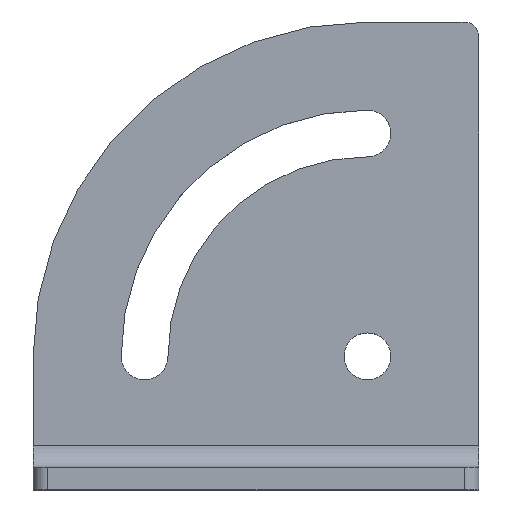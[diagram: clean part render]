
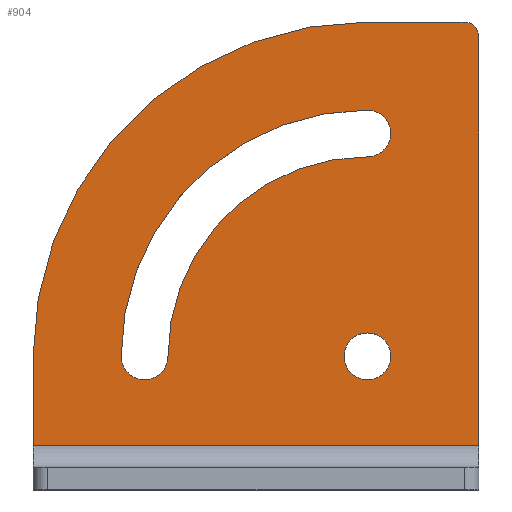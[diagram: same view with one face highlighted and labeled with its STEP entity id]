
A CAD part, top view. The second image highlights one B-rep face of the part: STEP entity #904.
In plain terms, the highlighted planar face has unit normal (0, 0, 1).
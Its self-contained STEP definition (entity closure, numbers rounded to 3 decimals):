
#11 = ORIENTED_EDGE ( 'NONE', *, *, #544, .F. ) ;
#23 = LINE ( 'NONE', #632, #563 ) ;
#27 = CARTESIAN_POINT ( 'NONE',  ( -30., 0., 3. ) ) ;
#57 = ORIENTED_EDGE ( 'NONE', *, *, #398, .T. ) ;
#60 = CARTESIAN_POINT ( 'NONE',  ( 0., 33.15, 3. ) ) ;
#65 = EDGE_CURVE ( 'NONE', #477, #618, #908, .T. ) ;
#86 = DIRECTION ( 'NONE',  ( 1., 0., 0. ) ) ;
#87 = ORIENTED_EDGE ( 'NONE', *, *, #864, .T. ) ;
#91 = CARTESIAN_POINT ( 'NONE',  ( 0., 0., 3. ) ) ;
#94 = AXIS2_PLACEMENT_3D ( 'NONE', #369, #619, #1057 ) ;
#104 = CARTESIAN_POINT ( 'NONE',  ( 0., 45., 3. ) ) ;
#105 = CARTESIAN_POINT ( 'NONE',  ( -45., -15., 3. ) ) ;
#107 = EDGE_CURVE ( 'NONE', #1084, #156, #23, .T. ) ;
#126 = CARTESIAN_POINT ( 'NONE',  ( 15., 43., 3. ) ) ;
#127 = DIRECTION ( 'NONE',  ( 1., 0., 0. ) ) ;
#129 = AXIS2_PLACEMENT_3D ( 'NONE', #1105, #508, #513 ) ;
#156 = VERTEX_POINT ( 'NONE', #202 ) ;
#168 = ORIENTED_EDGE ( 'NONE', *, *, #107, .T. ) ;
#173 = ORIENTED_EDGE ( 'NONE', *, *, #965, .F. ) ;
#181 = CIRCLE ( 'NONE', #254, 3.15 ) ;
#202 = CARTESIAN_POINT ( 'NONE',  ( 15., -12., 3. ) ) ;
#207 = VECTOR ( 'NONE', #397, 1000. ) ;
#218 = CIRCLE ( 'NONE', #129, 2. ) ;
#234 = DIRECTION ( 'NONE',  ( 0., 0., 1. ) ) ;
#245 = CARTESIAN_POINT ( 'NONE',  ( 0., 0., 3. ) ) ;
#254 = AXIS2_PLACEMENT_3D ( 'NONE', #736, #890, #913 ) ;
#261 = FACE_BOUND ( 'NONE', #942, .T. ) ;
#275 = CARTESIAN_POINT ( 'NONE',  ( 0., 26.85, 3. ) ) ;
#278 = PLANE ( 'NONE',  #901 ) ;
#283 = DIRECTION ( 'NONE',  ( 1., 0., 0. ) ) ;
#288 = DIRECTION ( 'NONE',  ( 0., 0., 1. ) ) ;
#325 = CARTESIAN_POINT ( 'NONE',  ( 15., 45., 3. ) ) ;
#340 = FACE_OUTER_BOUND ( 'NONE', #973, .T. ) ;
#348 = DIRECTION ( 'NONE',  ( 0., 0., -1. ) ) ;
#369 = CARTESIAN_POINT ( 'NONE',  ( 0., 30., 3. ) ) ;
#371 = DIRECTION ( 'NONE',  ( 1., 0., 0. ) ) ;
#373 = ORIENTED_EDGE ( 'NONE', *, *, #752, .F. ) ;
#387 = LINE ( 'NONE', #654, #207 ) ;
#395 = ORIENTED_EDGE ( 'NONE', *, *, #788, .T. ) ;
#397 = DIRECTION ( 'NONE',  ( 0., 1., 0. ) ) ;
#398 = EDGE_CURVE ( 'NONE', #976, #922, #588, .T. ) ;
#405 = VECTOR ( 'NONE', #509, 1000. ) ;
#421 = AXIS2_PLACEMENT_3D ( 'NONE', #91, #949, #86 ) ;
#453 = LINE ( 'NONE', #105, #695 ) ;
#467 = AXIS2_PLACEMENT_3D ( 'NONE', #724, #234, #127 ) ;
#477 = VERTEX_POINT ( 'NONE', #865 ) ;
#508 = DIRECTION ( 'NONE',  ( 0., 0., 1. ) ) ;
#509 = DIRECTION ( 'NONE',  ( -1., 0., 0. ) ) ;
#513 = DIRECTION ( 'NONE',  ( -1., 0., 0. ) ) ;
#527 = DIRECTION ( 'NONE',  ( -1., 0., 0. ) ) ;
#544 = EDGE_CURVE ( 'NONE', #1001, #477, #785, .T. ) ;
#555 = AXIS2_PLACEMENT_3D ( 'NONE', #245, #1010, #1027 ) ;
#563 = VECTOR ( 'NONE', #371, 1000. ) ;
#579 = EDGE_CURVE ( 'NONE', #988, #1084, #453, .T. ) ;
#588 = LINE ( 'NONE', #325, #405 ) ;
#612 = CIRCLE ( 'NONE', #555, 45. ) ;
#614 = CARTESIAN_POINT ( 'NONE',  ( -33.15, 0., 3. ) ) ;
#618 = VERTEX_POINT ( 'NONE', #275 ) ;
#619 = DIRECTION ( 'NONE',  ( 0., 0., 1. ) ) ;
#632 = CARTESIAN_POINT ( 'NONE',  ( 0., -12., 3. ) ) ;
#633 = EDGE_LOOP ( 'NONE', ( #173, #764, #11, #983 ) ) ;
#645 = ORIENTED_EDGE ( 'NONE', *, *, #1092, .F. ) ;
#654 = CARTESIAN_POINT ( 'NONE',  ( 15., -15., 3. ) ) ;
#657 = VERTEX_POINT ( 'NONE', #731 ) ;
#686 = FACE_BOUND ( 'NONE', #633, .T. ) ;
#695 = VECTOR ( 'NONE', #718, 1000. ) ;
#700 = EDGE_CURVE ( 'NONE', #768, #1001, #1012, .T. ) ;
#718 = DIRECTION ( 'NONE',  ( 0., -1., 0. ) ) ;
#720 = EDGE_CURVE ( 'NONE', #156, #1093, #387, .T. ) ;
#724 = CARTESIAN_POINT ( 'NONE',  ( 0., 0., 3. ) ) ;
#730 = AXIS2_PLACEMENT_3D ( 'NONE', #27, #288, #283 ) ;
#731 = CARTESIAN_POINT ( 'NONE',  ( 3.15, 0., 3. ) ) ;
#736 = CARTESIAN_POINT ( 'NONE',  ( 0., 0., 3. ) ) ;
#743 = CIRCLE ( 'NONE', #467, 3.15 ) ;
#752 = EDGE_CURVE ( 'NONE', #657, #885, #743, .T. ) ;
#764 = ORIENTED_EDGE ( 'NONE', *, *, #65, .F. ) ;
#765 = CARTESIAN_POINT ( 'NONE',  ( -3.15, 0., 3. ) ) ;
#768 = VERTEX_POINT ( 'NONE', #60 ) ;
#776 = CIRCLE ( 'NONE', #94, 3.15 ) ;
#784 = CARTESIAN_POINT ( 'NONE',  ( 0., 0., 3. ) ) ;
#785 = CIRCLE ( 'NONE', #730, 3.15 ) ;
#788 = EDGE_CURVE ( 'NONE', #922, #988, #612, .T. ) ;
#806 = DIRECTION ( 'NONE',  ( 1., 0., 0. ) ) ;
#815 = CARTESIAN_POINT ( 'NONE',  ( 0., 0., 3. ) ) ;
#863 = ORIENTED_EDGE ( 'NONE', *, *, #720, .T. ) ;
#864 = EDGE_CURVE ( 'NONE', #1093, #976, #218, .T. ) ;
#865 = CARTESIAN_POINT ( 'NONE',  ( -26.85, 0., 3. ) ) ;
#870 = CARTESIAN_POINT ( 'NONE',  ( -45., 0., 3. ) ) ;
#885 = VERTEX_POINT ( 'NONE', #765 ) ;
#890 = DIRECTION ( 'NONE',  ( 0., 0., 1. ) ) ;
#896 = CARTESIAN_POINT ( 'NONE',  ( -45., -12., 3. ) ) ;
#901 = AXIS2_PLACEMENT_3D ( 'NONE', #784, #348, #527 ) ;
#904 = ADVANCED_FACE ( 'NONE', ( #340, #686, #261 ), #278, .F. ) ;
#908 = CIRCLE ( 'NONE', #421, 26.85 ) ;
#913 = DIRECTION ( 'NONE',  ( 1., 0., 0. ) ) ;
#922 = VERTEX_POINT ( 'NONE', #104 ) ;
#942 = EDGE_LOOP ( 'NONE', ( #645, #373 ) ) ;
#949 = DIRECTION ( 'NONE',  ( 0., 0., -1. ) ) ;
#965 = EDGE_CURVE ( 'NONE', #618, #768, #776, .T. ) ;
#973 = EDGE_LOOP ( 'NONE', ( #863, #87, #57, #395, #1056, #168 ) ) ;
#976 = VERTEX_POINT ( 'NONE', #1042 ) ;
#980 = AXIS2_PLACEMENT_3D ( 'NONE', #815, #1066, #806 ) ;
#983 = ORIENTED_EDGE ( 'NONE', *, *, #700, .F. ) ;
#988 = VERTEX_POINT ( 'NONE', #870 ) ;
#1001 = VERTEX_POINT ( 'NONE', #614 ) ;
#1010 = DIRECTION ( 'NONE',  ( 0., 0., 1. ) ) ;
#1012 = CIRCLE ( 'NONE', #980, 33.15 ) ;
#1027 = DIRECTION ( 'NONE',  ( -1., 0., 0. ) ) ;
#1042 = CARTESIAN_POINT ( 'NONE',  ( 13., 45., 3. ) ) ;
#1056 = ORIENTED_EDGE ( 'NONE', *, *, #579, .T. ) ;
#1057 = DIRECTION ( 'NONE',  ( 1., 0., 0. ) ) ;
#1066 = DIRECTION ( 'NONE',  ( 0., 0., 1. ) ) ;
#1084 = VERTEX_POINT ( 'NONE', #896 ) ;
#1092 = EDGE_CURVE ( 'NONE', #885, #657, #181, .T. ) ;
#1093 = VERTEX_POINT ( 'NONE', #126 ) ;
#1105 = CARTESIAN_POINT ( 'NONE',  ( 13., 43., 3. ) ) ;
